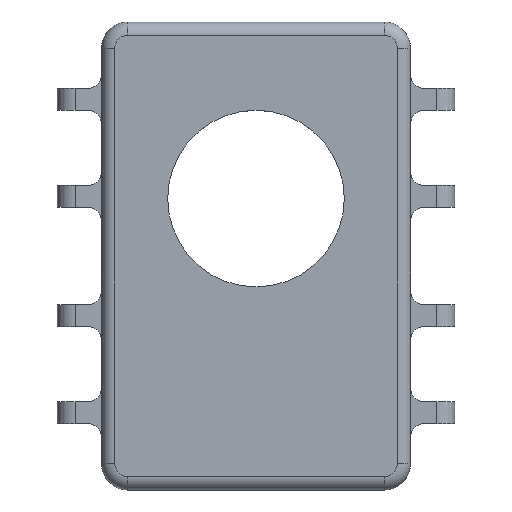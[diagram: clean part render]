
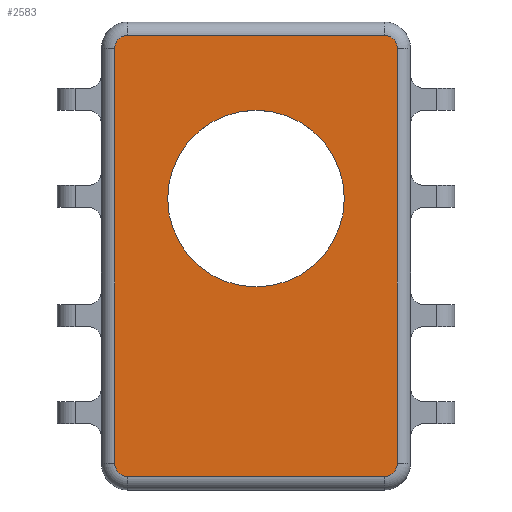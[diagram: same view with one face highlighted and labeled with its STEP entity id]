
A CAD part, top view. The second image highlights one B-rep face of the part: STEP entity #2583.
In plain terms, the highlighted planar face has unit normal (0, 0, 1).
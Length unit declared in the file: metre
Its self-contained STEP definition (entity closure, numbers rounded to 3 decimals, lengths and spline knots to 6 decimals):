
#98=LINE('',#4022,#357);
#99=LINE('',#4027,#358);
#100=LINE('',#4031,#359);
#101=LINE('',#4035,#360);
#357=VECTOR('',#3177,1.);
#358=VECTOR('',#3180,1.);
#359=VECTOR('',#3183,1.);
#360=VECTOR('',#3186,1.);
#543=PLANE('',#2779);
#758=ORIENTED_EDGE('',*,*,#1484,.T.);
#759=ORIENTED_EDGE('',*,*,#1485,.T.);
#760=ORIENTED_EDGE('',*,*,#1486,.T.);
#761=ORIENTED_EDGE('',*,*,#1487,.T.);
#762=ORIENTED_EDGE('',*,*,#1488,.T.);
#763=ORIENTED_EDGE('',*,*,#1489,.T.);
#764=ORIENTED_EDGE('',*,*,#1490,.T.);
#765=ORIENTED_EDGE('',*,*,#1491,.T.);
#766=ORIENTED_EDGE('',*,*,#1492,.T.);
#1484=EDGE_CURVE('',#1846,#1847,#98,.T.);
#1485=EDGE_CURVE('',#1847,#1848,#2025,.T.);
#1486=EDGE_CURVE('',#1848,#1849,#99,.T.);
#1487=EDGE_CURVE('',#1849,#1850,#2026,.T.);
#1488=EDGE_CURVE('',#1850,#1851,#100,.F.);
#1489=EDGE_CURVE('',#1851,#1852,#2027,.T.);
#1490=EDGE_CURVE('',#1852,#1853,#101,.F.);
#1491=EDGE_CURVE('',#1853,#1846,#2028,.T.);
#1492=EDGE_CURVE('',#1854,#1854,#2029,.F.);
#1846=VERTEX_POINT('',#4023);
#1847=VERTEX_POINT('',#4024);
#1848=VERTEX_POINT('',#4026);
#1849=VERTEX_POINT('',#4028);
#1850=VERTEX_POINT('',#4030);
#1851=VERTEX_POINT('',#4032);
#1852=VERTEX_POINT('',#4034);
#1853=VERTEX_POINT('',#4036);
#1854=VERTEX_POINT('',#4039);
#2025=CIRCLE('',#2780,0.003);
#2026=CIRCLE('',#2781,0.003);
#2027=CIRCLE('',#2782,0.003);
#2028=CIRCLE('',#2783,0.003);
#2029=CIRCLE('',#2784,0.02);
#2139=EDGE_LOOP('',(#758,#759,#760,#761,#762,#763,#764,#765));
#2140=EDGE_LOOP('',(#766));
#2342=FACE_BOUND('',#2139,.T.);
#2343=FACE_BOUND('',#2140,.T.);
#2583=ADVANCED_FACE('',(#2342,#2343),#543,.T.);
#2779=AXIS2_PLACEMENT_3D('',#4021,#3175,#3176);
#2780=AXIS2_PLACEMENT_3D('',#4025,#3178,#3179);
#2781=AXIS2_PLACEMENT_3D('',#4029,#3181,#3182);
#2782=AXIS2_PLACEMENT_3D('',#4033,#3184,#3185);
#2783=AXIS2_PLACEMENT_3D('',#4037,#3187,#3188);
#2784=AXIS2_PLACEMENT_3D('',#4038,#3189,#3190);
#3175=DIRECTION('',(0.,0.,1.));
#3176=DIRECTION('',(1.,0.,0.));
#3177=DIRECTION('',(0.,-1.,0.));
#3178=DIRECTION('',(0.,0.,1.));
#3179=DIRECTION('',(1.,0.,0.));
#3180=DIRECTION('',(1.,0.,0.));
#3181=DIRECTION('',(0.,0.,1.));
#3182=DIRECTION('',(1.,0.,0.));
#3183=DIRECTION('',(0.,-1.,0.));
#3184=DIRECTION('',(0.,0.,1.));
#3185=DIRECTION('',(1.,0.,0.));
#3186=DIRECTION('',(1.,0.,0.));
#3187=DIRECTION('',(0.,0.,1.));
#3188=DIRECTION('',(1.,0.,0.));
#3189=DIRECTION('',(0.,0.,1.));
#3190=DIRECTION('',(1.,0.,0.));
#4021=CARTESIAN_POINT('',(0.,0.,0.049));
#4022=CARTESIAN_POINT('',(-0.032,-0.047,0.049));
#4023=CARTESIAN_POINT('',(-0.032,0.047,0.049));
#4024=CARTESIAN_POINT('',(-0.032,-0.047,0.049));
#4025=CARTESIAN_POINT('',(-0.029,-0.047,0.049));
#4026=CARTESIAN_POINT('',(-0.029,-0.05,0.049));
#4027=CARTESIAN_POINT('',(0.029,-0.05,0.049));
#4028=CARTESIAN_POINT('',(0.029,-0.05,0.049));
#4029=CARTESIAN_POINT('',(0.029,-0.047,0.049));
#4030=CARTESIAN_POINT('',(0.032,-0.047,0.049));
#4031=CARTESIAN_POINT('',(0.032,0.,0.049));
#4032=CARTESIAN_POINT('',(0.032,0.047,0.049));
#4033=CARTESIAN_POINT('',(0.029,0.047,0.049));
#4034=CARTESIAN_POINT('',(0.029,0.05,0.049));
#4035=CARTESIAN_POINT('',(0.,0.05,0.049));
#4036=CARTESIAN_POINT('',(-0.029,0.05,0.049));
#4037=CARTESIAN_POINT('',(-0.029,0.047,0.049));
#4038=CARTESIAN_POINT('',(0.,0.013,0.049));
#4039=CARTESIAN_POINT('',(0.02,0.013,0.049));
